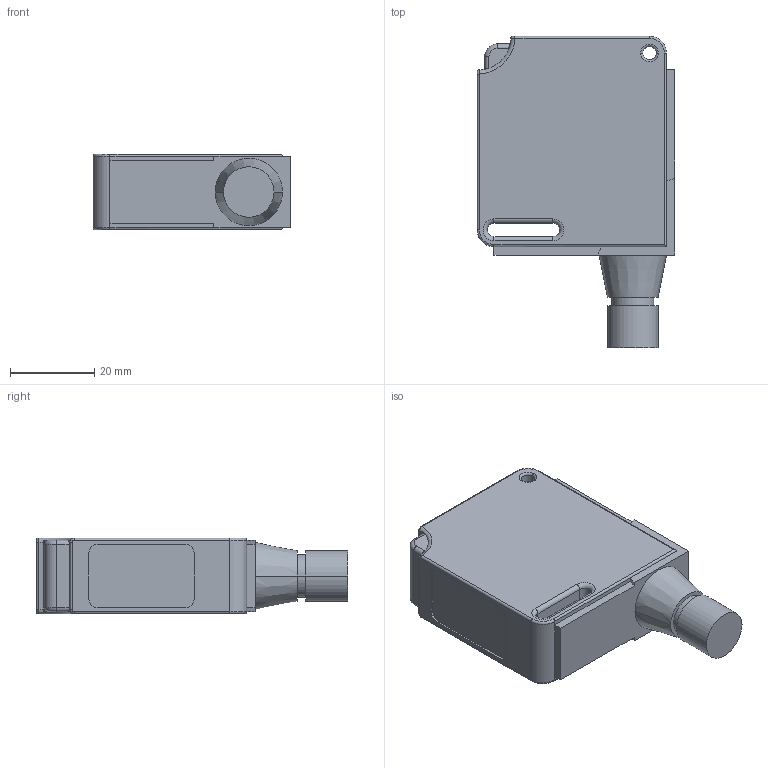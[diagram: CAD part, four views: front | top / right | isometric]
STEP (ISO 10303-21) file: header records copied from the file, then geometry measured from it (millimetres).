
FILE_DESCRIPTION((''),'2;1');
FILE_NAME('MLV11_F400258A','2006-01-03T',('Pepperl+Fuchs'),('Industriehansa'),'PRO/ENGINEER BY PARAMETRIC TECHNOLOGY CORPORATION, 2005290','PRO/ENGINEER BY PARAMETRIC TECHNOLOGY CORPORATION, 2005290','');
FILE_SCHEMA(('AUTOMOTIVE_DESIGN_CC2 { 1 2 10303 214 -1 1 5 2 }'));
Length unit declared in the file: millimetre
Products named in the file (1): MLV11_F400258A
Bounding box: 47 x 74 x 18 mm (x, y, z)
Volume: 44069.2 mm3; surface area: 9764.3 mm2
Topology: 1 solids, 1 shells, 96 faces, 247 edges, 172 vertices
Faces by surface type: cylinder 39, plane 35, torus 16, bspline 4, cone 2
Entity records: 4096 total; most frequent: CARTESIAN_POINT 750, DIRECTION 515, ORIENTED_EDGE 464, PRESENTATION_STYLE_ASSIGNMENT 269, STYLED_ITEM 262, CURVE_STYLE 250, EDGE_CURVE 232, AXIS2_PLACEMENT_3D 193
